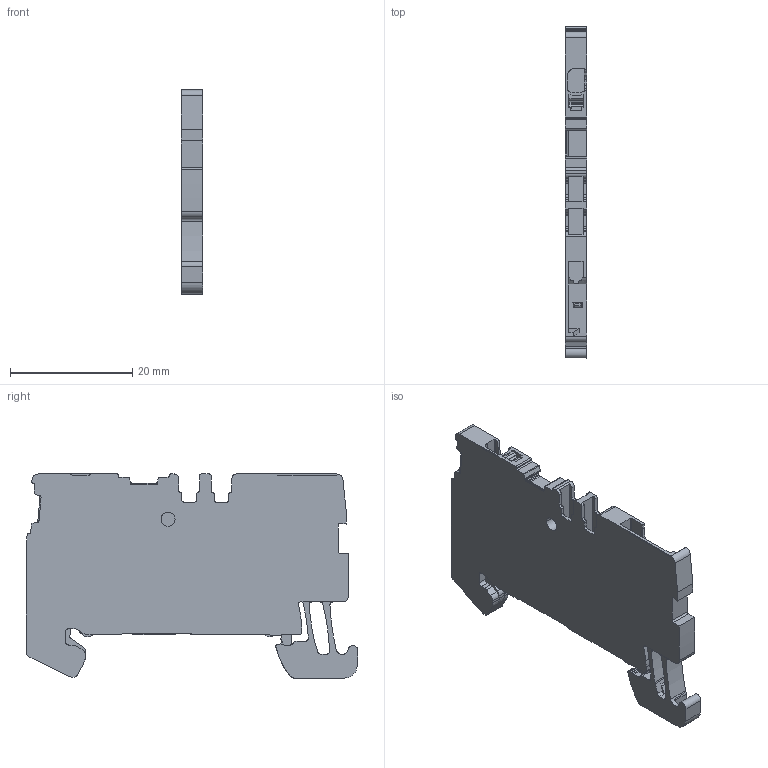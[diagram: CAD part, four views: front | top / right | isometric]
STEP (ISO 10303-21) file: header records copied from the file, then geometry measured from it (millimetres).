
FILE_DESCRIPTION(('CATIA V5R24 STEP','CAx-IF Rec.Pracs.--- Model Styling and Organization---1.2---2011-12-15'),'2;1');
FILE_NAME ('D1462746_0', '2017-02-07T12:09:19+00:00', ('Weidmueller Interface'), ('Weidmueller'), 'CATIA Version 5-6 Release 2014 SP4 HF52', 'CATIA V5 STEP AP214', 'none');
FILE_SCHEMA(('AUTOMOTIVE_DESIGN { 1 0 10303 214 1 1 1 1 }'));
Length unit declared in the file: millimetre
Products named in the file (1): v5-standard_part
Bounding box: 3.5 x 54.23 x 33.35 mm (x, y, z)
Volume: 4454.4 mm3; surface area: 5559.3 mm2
Topology: 4 solids, 4 shells, 706 faces, 2061 edges, 1361 vertices
Faces by surface type: plane 342, cylinder 342, extrusion 8, torus 6, sphere 4, bspline 4
Entity records: 23674 total; most frequent: CARTESIAN_POINT 5232, ORIENTED_EDGE 4116, DIRECTION 3083, EDGE_CURVE 2058, VERTEX_POINT 1361, VECTOR 1317, LINE 1309, AXIS2_PLACEMENT_3D 1178
